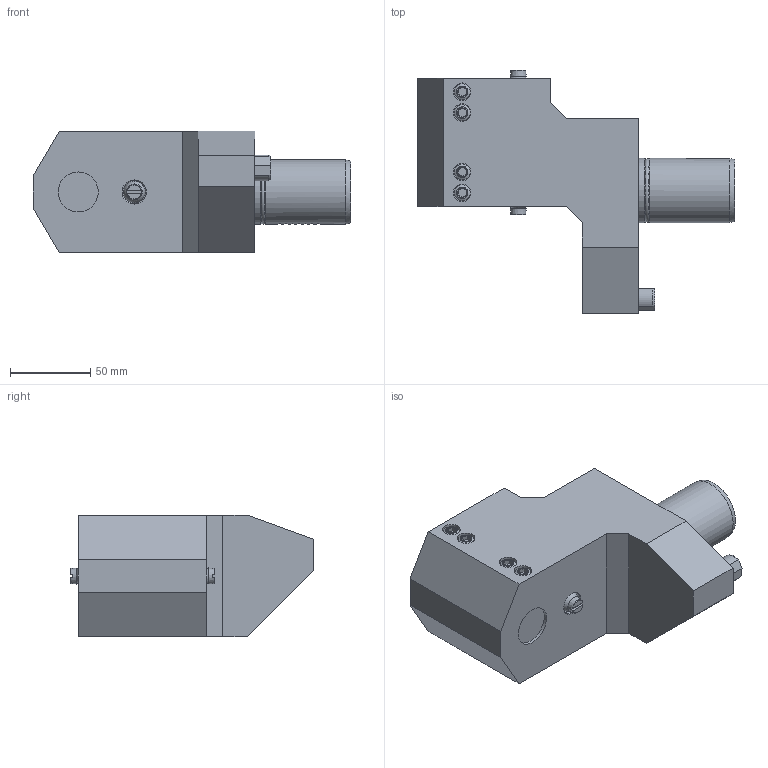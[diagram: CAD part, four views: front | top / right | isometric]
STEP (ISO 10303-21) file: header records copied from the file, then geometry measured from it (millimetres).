
FILE_DESCRIPTION(/* description */ ('8 239 47 026.01'),/* implementation_level */ '2;1');
FILE_NAME(/* name */ '8 239 47 026.01',/* time_stamp */ '2022-02-14T14:00:06+01:00',/* author */ ('heimatec GmbH'),/* organization */ (''),/* preprocessor_version */ 'ST-DEVELOPER v16.7',/* originating_system */ 'Solid Edge',/* authorisation */ 'Unknown');
FILE_SCHEMA (('AUTOMOTIVE_DESIGN {1 0 10303 214 3 1 1}'));
Length unit declared in the file: millimetre
Products named in the file (1): Part15
Bounding box: 198 x 152.14 x 76 mm (x, y, z)
Volume: 914412.1 mm3; surface area: 71362.6 mm2
Topology: 1 solids, 3 shells, 339 faces, 842 edges, 561 vertices
Faces by surface type: plane 243, cylinder 61, cone 25, torus 6, bspline 2, sphere 2
Full cylindrical faces by diameter (mm): 0.425 x1, 0.51 x1, 10 x8, 11 x8, 12 x1, 14 x2, 25 x2, 39 x2, 40 x2
Entity records: 9873 total; most frequent: CARTESIAN_POINT 2128, DIRECTION 1535, ORIENTED_EDGE 1522, EDGE_CURVE 761, VERTEX_POINT 535, AXIS2_PLACEMENT_3D 520, LINE 495, VECTOR 495
